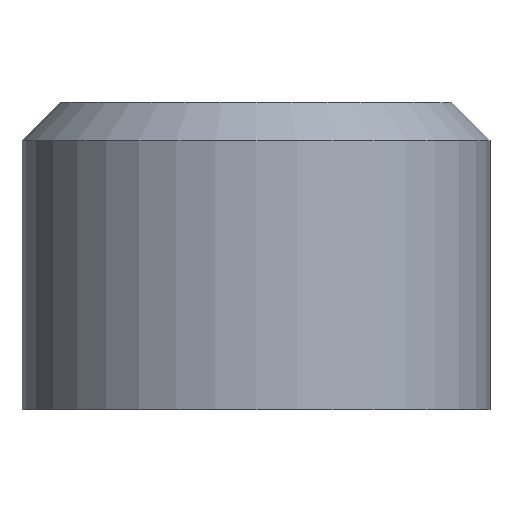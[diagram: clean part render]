
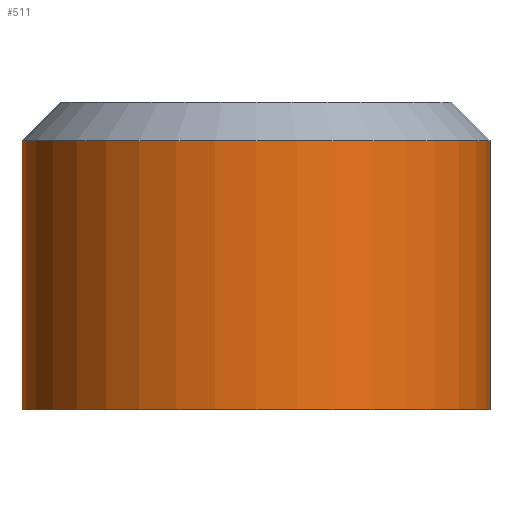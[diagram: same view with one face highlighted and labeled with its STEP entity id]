
A CAD part, front view. The second image highlights one B-rep face of the part: STEP entity #511.
In plain terms, the highlighted cylindrical face has radius 9.125 mm (diameter 18.25 mm), a full revolution.
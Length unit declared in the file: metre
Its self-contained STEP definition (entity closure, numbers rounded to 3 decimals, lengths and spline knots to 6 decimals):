
#16=CYLINDRICAL_SURFACE('',#570,0.009125);
#148=ORIENTED_EDGE('',*,*,#296,.T.);
#149=ORIENTED_EDGE('',*,*,#297,.T.);
#296=EDGE_CURVE('',#369,#369,#408,.F.);
#297=EDGE_CURVE('',#370,#370,#409,.T.);
#369=VERTEX_POINT('',#836);
#370=VERTEX_POINT('',#838);
#408=CIRCLE('',#571,0.009125);
#409=CIRCLE('',#572,0.009125);
#427=EDGE_LOOP('',(#148));
#428=EDGE_LOOP('',(#149));
#463=FACE_BOUND('',#427,.T.);
#464=FACE_BOUND('',#428,.T.);
#511=ADVANCED_FACE('',(#463,#464),#16,.T.);
#570=AXIS2_PLACEMENT_3D('',#834,#660,#661);
#571=AXIS2_PLACEMENT_3D('',#835,#662,#663);
#572=AXIS2_PLACEMENT_3D('',#837,#664,#665);
#660=DIRECTION('',(0.,0.,-1.));
#661=DIRECTION('',(-1.,0.,0.));
#662=DIRECTION('',(0.,0.,1.));
#663=DIRECTION('',(1.,0.,0.));
#664=DIRECTION('',(0.,0.,1.));
#665=DIRECTION('',(1.,0.,0.));
#834=CARTESIAN_POINT('',(0.,0.,0.0245));
#835=CARTESIAN_POINT('',(0.,0.,0.023));
#836=CARTESIAN_POINT('',(0.009125,0.,0.023));
#837=CARTESIAN_POINT('',(0.,0.,0.0125));
#838=CARTESIAN_POINT('',(0.009125,0.,0.0125));
